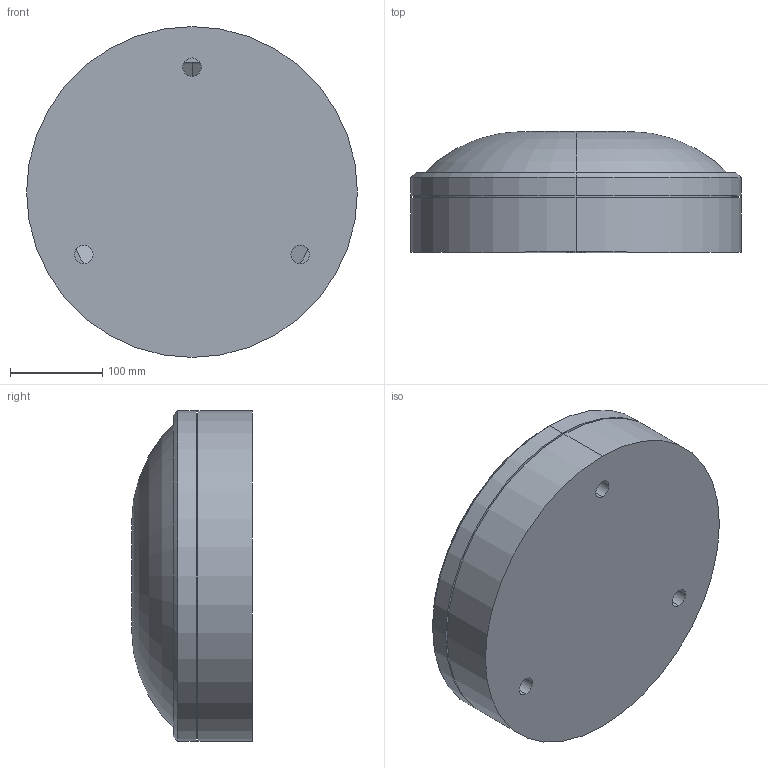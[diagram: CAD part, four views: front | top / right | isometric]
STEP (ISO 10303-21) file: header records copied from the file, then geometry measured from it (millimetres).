
FILE_DESCRIPTION (( 'STEP AP214' ), '1' );
FILE_NAME ('GRANDA NBT LED 18.STEP', '2018-07-08T08:36:01', ( '' ), ( '' ), 'SwSTEP 2.0', 'SolidWorks 2013', '' );
FILE_SCHEMA (( 'AUTOMOTIVE_DESIGN' ));
Length unit declared in the file: millimetre
Products named in the file (1): GRANDA NBT LED 18
Bounding box: 359 x 131 x 359 mm (x, y, z)
Volume: 7176184.6 mm3; surface area: 616829.9 mm2
Topology: 4 solids, 4 shells, 31 faces, 64 edges, 42 vertices
Faces by surface type: cylinder 16, plane 9, torus 4, cone 2
Entity records: 973 total; most frequent: DIRECTION 174, CARTESIAN_POINT 138, ORIENTED_EDGE 128, AXIS2_PLACEMENT_3D 78, EDGE_CURVE 64, CIRCLE 46, VERTEX_POINT 42, EDGE_LOOP 42
